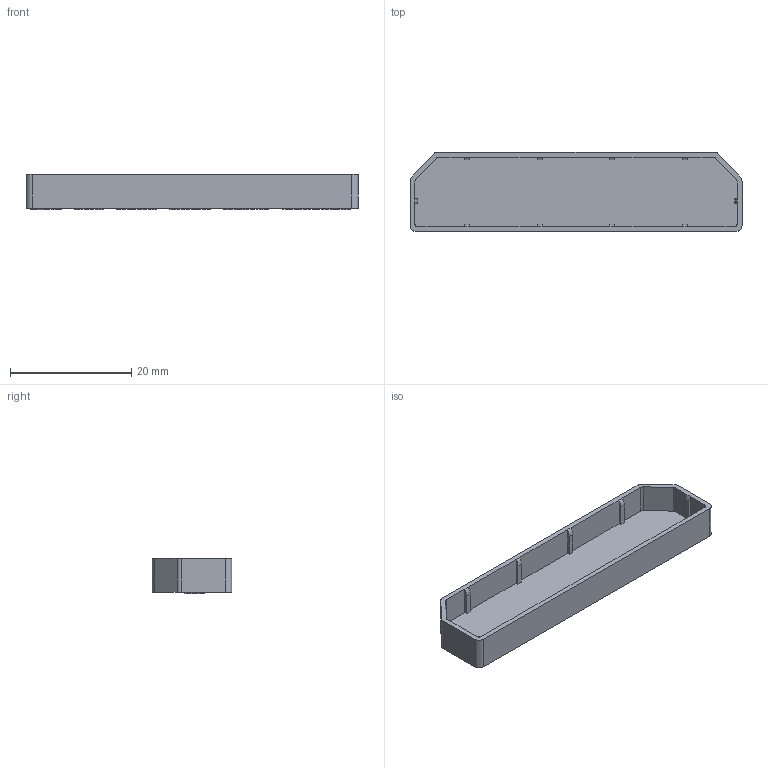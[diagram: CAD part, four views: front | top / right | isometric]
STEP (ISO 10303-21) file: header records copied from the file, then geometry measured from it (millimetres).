
FILE_DESCRIPTION((''),'2;1');
FILE_NAME('3354_0023_504','2020-01-31T',('presta_be4'),(''),'CREO PARAMETRIC BY PTC INC, 2018360','CREO PARAMETRIC BY PTC INC, 2018360','');
FILE_SCHEMA(('CONFIG_CONTROL_DESIGN'));
Length unit declared in the file: millimetre
Products named in the file (1): 3354_0023_504
Bounding box: 54.8 x 13.1 x 5.8 mm (x, y, z)
Volume: 1068.8 mm3; surface area: 2810.8 mm2
Topology: 1 solids, 1 shells, 980 faces, 2782 edges, 1848 vertices
Faces by surface type: plane 958, cylinder 22
Entity records: 31188 total; most frequent: CARTESIAN_POINT 5610, ORIENTED_EDGE 5564, DIRECTION 4786, EDGE_CURVE 2782, VECTOR 2738, LINE 2738, VERTEX_POINT 1848, AXIS2_PLACEMENT_3D 1024
